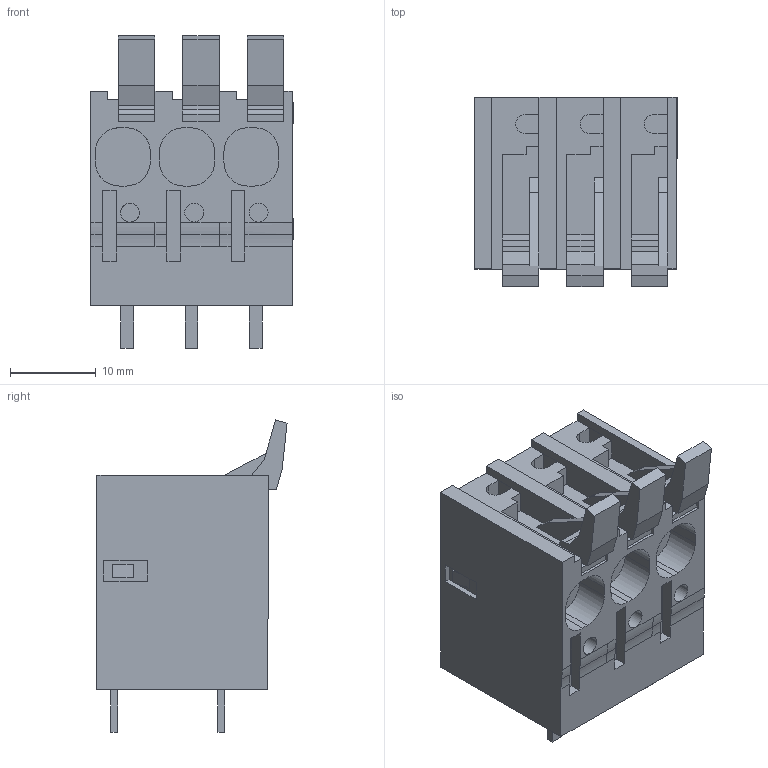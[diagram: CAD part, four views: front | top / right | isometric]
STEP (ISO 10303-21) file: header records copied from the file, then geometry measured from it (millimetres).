
FILE_DESCRIPTION(('CATIA V5 STEP Exchange','CAx-IF Rec.Pracs.--- Model Styling and Organization---1.4--- 2014-01-23'),'2;1');
FILE_NAME ('D1544550_0_2472090000_2472090000.stp','2022-07-29T07:15:38+00:00',('none'),('Weidmueller'),'CATIA Version 5-6 Release 2016 SP3 HF44','CATIA V5 STEP AP214','none');
FILE_SCHEMA(('AUTOMOTIVE_DESIGN { 1 0 10303 214 1 1 1 1 }'));
Length unit declared in the file: millimetre
Products named in the file (1): 2472090000
Bounding box: 23.63 x 22.16 x 36.41 mm (x, y, z)
Volume: 9942.3 mm3; surface area: 5368.5 mm2
Topology: 7 solids, 7 shells, 285 faces, 752 edges, 501 vertices
Faces by surface type: plane 231, cylinder 54
Entity records: 8661 total; most frequent: CARTESIAN_POINT 1845, ORIENTED_EDGE 1504, DIRECTION 1140, EDGE_CURVE 752, VECTOR 648, LINE 648, VERTEX_POINT 501, EDGE_LOOP 305
